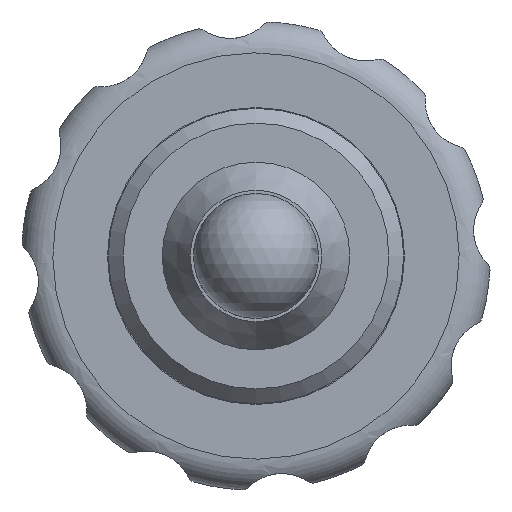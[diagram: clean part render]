
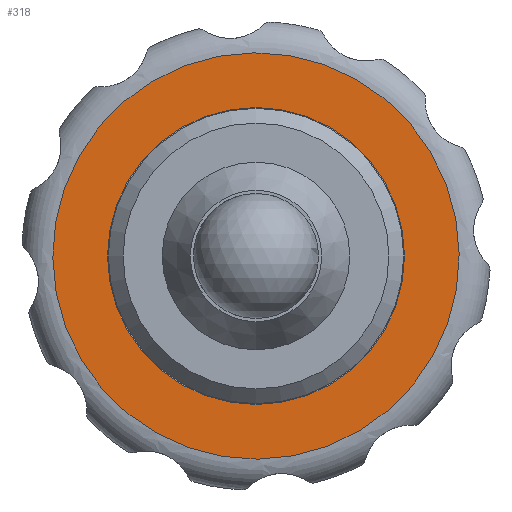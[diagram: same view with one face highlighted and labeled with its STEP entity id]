
A CAD part, front view. The second image highlights one B-rep face of the part: STEP entity #318.
In plain terms, the highlighted planar face has unit normal (0, -1, 0).
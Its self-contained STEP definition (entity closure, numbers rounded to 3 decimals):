
#21 = CARTESIAN_POINT ( 'NONE',  ( 0., 8.001, 0. ) ) ;
#185 = AXIS2_PLACEMENT_3D ( 'NONE', #541, #2578, #910 ) ;
#204 = CARTESIAN_POINT ( 'NONE',  ( 1.064, 8.001, 6.412 ) ) ;
#318 = ADVANCED_FACE ( 'NONE', ( #766, #945 ), #1929, .F. ) ;
#411 = ORIENTED_EDGE ( 'NONE', *, *, #2574, .T. ) ;
#419 = AXIS2_PLACEMENT_3D ( 'NONE', #21, #838, #2100 ) ;
#541 = CARTESIAN_POINT ( 'NONE',  ( 0., 8.001, 0. ) ) ;
#572 = ORIENTED_EDGE ( 'NONE', *, *, #2501, .F. ) ;
#623 = EDGE_LOOP ( 'NONE', ( #411 ) ) ;
#766 = FACE_OUTER_BOUND ( 'NONE', #623, .T. ) ;
#838 = DIRECTION ( 'NONE',  ( 0., -1., 0. ) ) ;
#910 = DIRECTION ( 'NONE',  ( 0.164, 0., 0.987 ) ) ;
#923 = DIRECTION ( 'NONE',  ( 0.164, 0., 0.987 ) ) ;
#945 = FACE_BOUND ( 'NONE', #1375, .T. ) ;
#1304 = CIRCLE ( 'NONE', #185, 6.5 ) ;
#1313 = AXIS2_PLACEMENT_3D ( 'NONE', #2589, #1361, #923 ) ;
#1361 = DIRECTION ( 'NONE',  ( 0., 1., 0. ) ) ;
#1375 = EDGE_LOOP ( 'NONE', ( #572 ) ) ;
#1570 = CIRCLE ( 'NONE', #419, 4.5 ) ;
#1602 = VERTEX_POINT ( 'NONE', #1810 ) ;
#1810 = CARTESIAN_POINT ( 'NONE',  ( 0.736, 8.001, 4.439 ) ) ;
#1929 = PLANE ( 'NONE',  #1313 ) ;
#2100 = DIRECTION ( 'NONE',  ( 0.164, 0., 0.987 ) ) ;
#2410 = VERTEX_POINT ( 'NONE', #204 ) ;
#2501 = EDGE_CURVE ( 'NONE', #1602, #1602, #1570, .T. ) ;
#2574 = EDGE_CURVE ( 'NONE', #2410, #2410, #1304, .T. ) ;
#2578 = DIRECTION ( 'NONE',  ( 0., -1., 0. ) ) ;
#2589 = CARTESIAN_POINT ( 'NONE',  ( 0., 8.001, 0. ) ) ;
